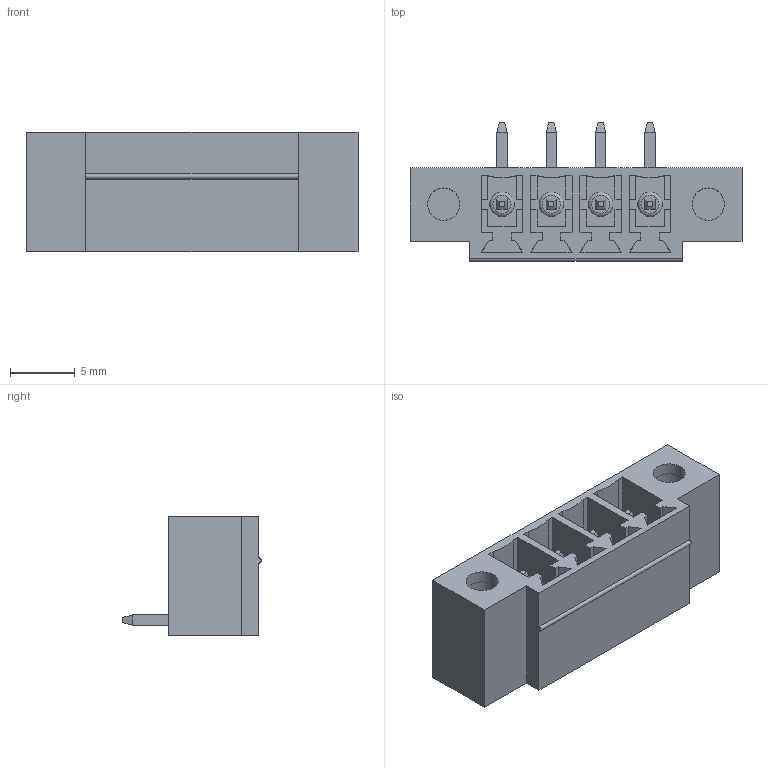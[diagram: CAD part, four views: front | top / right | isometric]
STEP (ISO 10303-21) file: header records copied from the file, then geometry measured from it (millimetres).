
FILE_DESCRIPTION( ( 'Unknown' ), '1' );
FILE_NAME( '691325310004.stp', 'Unknown', ( 'Unknown' ), ( 'Unknown' ), 'PSStep 14.0', 'Unknown', ' ' );
FILE_SCHEMA( ( 'AUTOMOTIVE_DESIGN { 1 0 10303 214 1 1 1 1 }' ) );
Length unit declared in the file: millimetre
Products named in the file (4): Assem1; 6913253100xx_INSERT; 6913253100xx_PIN; 691321300004
Assembly tree (7 placements, depth 2):
  Assem1
    6913253100xx_INSERT  x2
    6913253100xx_PIN  x4
    691321300004
Bounding box: 25.63 x 10.7 x 9.2 mm (x, y, z)
Volume: 918.7 mm3; surface area: 2418.5 mm2
Topology: 7 solids, 7 shells, 292 faces, 771 edges, 501 vertices
Faces by surface type: plane 263, cylinder 21, torus 8
Full cylindrical faces by diameter (mm): 1.9 x4, 2.5 x4
Entity records: 9225 total; most frequent: CARTESIAN_POINT 1512, ORIENTED_EDGE 1226, DIRECTION 1115, EDGE_CURVE 613, LINE 561, VECTOR 561, VERTEX_POINT 410, AXIS2_PLACEMENT_3D 277
